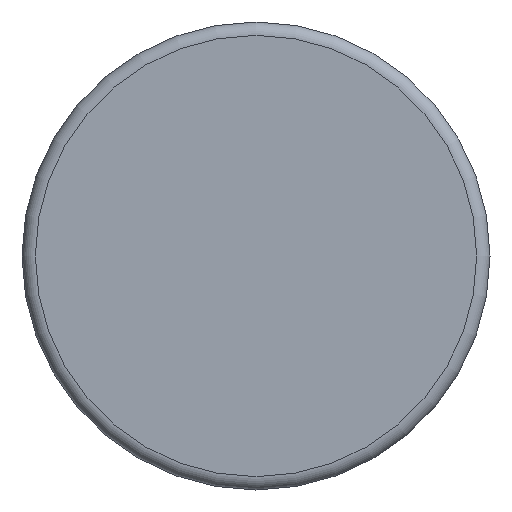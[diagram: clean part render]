
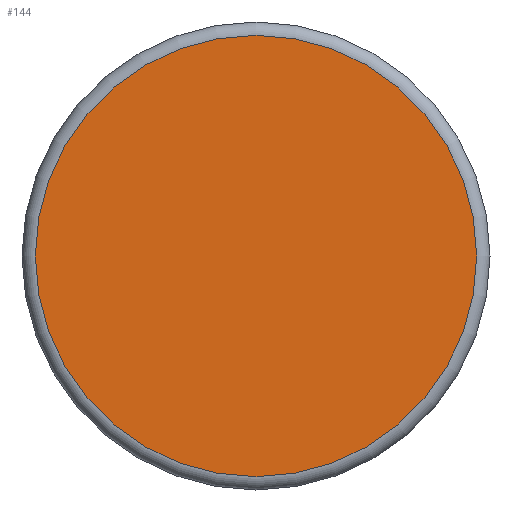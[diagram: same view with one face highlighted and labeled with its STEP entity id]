
A CAD part, front view. The second image highlights one B-rep face of the part: STEP entity #144.
In plain terms, the highlighted planar face has unit normal (0, -1, 0).
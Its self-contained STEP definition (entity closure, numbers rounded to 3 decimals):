
#40=FACE_OUTER_BOUND('',#52,.T.);
#52=EDGE_LOOP('',(#124));
#66=CIRCLE('',#179,83.82);
#78=VERTEX_POINT('',#340);
#94=EDGE_CURVE('',#78,#78,#66,.T.);
#124=ORIENTED_EDGE('',*,*,#94,.T.);
#135=PLANE('',#178);
#144=ADVANCED_FACE('',(#40),#135,.T.);
#178=AXIS2_PLACEMENT_3D('',#339,#224,#225);
#179=AXIS2_PLACEMENT_3D('',#341,#226,#227);
#224=DIRECTION('center_axis',(0.,-1.,0.));
#225=DIRECTION('ref_axis',(0.,0.,-1.));
#226=DIRECTION('center_axis',(0.,-1.,0.));
#227=DIRECTION('ref_axis',(0.,0.,-1.));
#339=CARTESIAN_POINT('Origin',(0.,0.,0.));
#340=CARTESIAN_POINT('',(0.,0.,83.82));
#341=CARTESIAN_POINT('Origin',(0.,0.,0.));
